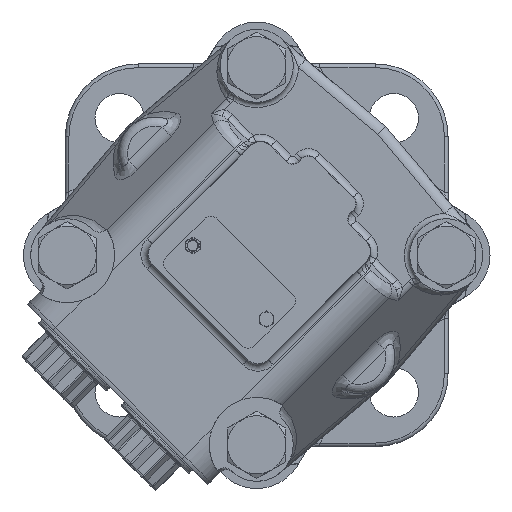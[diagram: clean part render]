
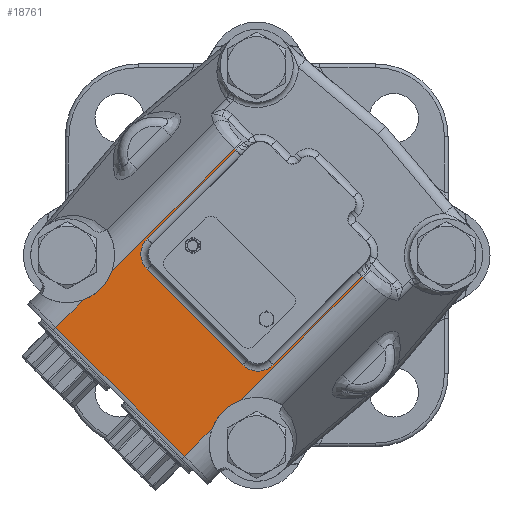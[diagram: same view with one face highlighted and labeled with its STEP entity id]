
A CAD part, left-side view. The second image highlights one B-rep face of the part: STEP entity #18761.
In plain terms, the highlighted planar face has unit normal (-1, 0, 0).
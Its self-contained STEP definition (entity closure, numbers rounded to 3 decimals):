
#2209=CARTESIAN_POINT('',(-189.841,12.226,-47.581));
#2960=CARTESIAN_POINT('',(-189.841,52.,0.));
#2961=DIRECTION('',(-1.,0.,0.));
#2962=DIRECTION('',(0.,-0.34,-0.94));
#2963=AXIS2_PLACEMENT_3D('',#2960,#2961,#2962);
#2965=DIRECTION('',(0.,0.707,0.707));
#2966=VECTOR('',#2965,0.528);
#2967=CARTESIAN_POINT('',(-189.841,5.788,28.821));
#2968=LINE('',#2967,#2966);
#2969=DIRECTION('',(0.,-0.707,0.707));
#2970=VECTOR('',#2969,34.286);
#2971=CARTESIAN_POINT('',(-189.841,30.032,4.576));
#2972=LINE('',#2971,#2970);
#2973=CARTESIAN_POINT('',(-189.841,25.809,0.354));
#2974=DIRECTION('',(1.,0.,0.));
#2975=DIRECTION('',(0.,0.707,-0.707));
#2976=AXIS2_PLACEMENT_3D('',#2973,#2974,#2975);
#2978=DIRECTION('',(0.,0.707,0.707));
#2979=VECTOR('',#2978,37.);
#2980=CARTESIAN_POINT('',(-189.841,3.869,-30.032));
#2981=LINE('',#2980,#2979);
#2982=CARTESIAN_POINT('',(-189.841,-0.354,-25.809));
#2983=DIRECTION('',(1.,0.,0.));
#2984=DIRECTION('',(0.,-0.707,-0.707));
#2985=AXIS2_PLACEMENT_3D('',#2982,#2983,#2984);
#2987=DIRECTION('',(0.,0.707,-0.707));
#2988=VECTOR('',#2987,34.286);
#2989=CARTESIAN_POINT('',(-189.841,-28.821,
-5.788));
#2990=LINE('',#2989,#2988);
#2991=DIRECTION('',(0.,0.707,0.707));
#2992=VECTOR('',#2991,0.528);
#2993=CARTESIAN_POINT('',(-189.841,-29.194,
-6.161));
#2994=LINE('',#2993,#2992);
#2995=DIRECTION('',(0.,-0.707,0.707));
#2996=VECTOR('',#2995,47.535);
#2997=CARTESIAN_POINT('',(-189.841,4.419,-39.774));
#2998=LINE('',#2997,#2996);
#2999=CARTESIAN_POINT('',(-189.841,0.,-52.));
#3000=DIRECTION('',(-1.,0.,0.));
#3001=DIRECTION('',(0.,0.34,0.94));
#3002=AXIS2_PLACEMENT_3D('',#2999,#3000,#3001);
#3004=DIRECTION('',(0.,-0.707,0.707));
#3005=VECTOR('',#3004,10.71);
#3006=CARTESIAN_POINT('',(-189.841,19.799,-55.154));
#3007=LINE('',#3006,#3005);
#3008=DIRECTION('',(0.,0.707,0.707));
#3009=VECTOR('',#3008,50.);
#3010=CARTESIAN_POINT('',(-189.841,19.799,-55.154));
#3011=LINE('',#3010,#3009);
#3016=CARTESIAN_POINT('',(-189.841,47.581,-12.226));
#3056=DIRECTION('',(0.,-0.707,0.707));
#3057=VECTOR('',#3056,10.71);
#3058=CARTESIAN_POINT('',(-189.841,55.154,-19.799));
#3059=LINE('',#3058,#3057);
#7109=CARTESIAN_POINT('',(-189.841,4.419,-39.774));
#7177=CARTESIAN_POINT('',(-189.841,-29.194,
-6.161));
#7519=CARTESIAN_POINT('',(-189.841,6.161,29.194));
#7550=DIRECTION('',(0.,-0.707,0.707));
#7551=VECTOR('',#7550,47.535);
#7552=CARTESIAN_POINT('',(-189.841,39.774,-4.419));
#7553=LINE('',#7552,#7551);
#14228=VERTEX_POINT('',#2209);
#14233=VERTEX_POINT('',#3016);
#14302=VERTEX_POINT('',#7109);
#14303=CARTESIAN_POINT('',(-189.841,39.774,-4.419));
#14304=VERTEX_POINT('',#14303);
#14305=CARTESIAN_POINT('',(-189.841,55.154,-19.799));
#14307=VERTEX_POINT('',#14305);
#14309=CARTESIAN_POINT('',(-189.841,19.799,-55.154));
#14310=VERTEX_POINT('',#14309);
#14465=VERTEX_POINT('',#7519);
#14470=VERTEX_POINT('',#7177);
#14481=CARTESIAN_POINT('',(-189.841,5.788,
28.821));
#14482=VERTEX_POINT('',#14481);
#14485=CARTESIAN_POINT('',(-189.841,-28.821,
-5.788));
#14486=VERTEX_POINT('',#14485);
#14574=CARTESIAN_POINT('',(-189.841,30.032,4.576));
#14575=VERTEX_POINT('',#14574);
#14576=CARTESIAN_POINT('',(-189.841,30.032,-3.869));
#14577=VERTEX_POINT('',#14576);
#14578=CARTESIAN_POINT('',(-189.841,3.869,-30.032));
#14579=VERTEX_POINT('',#14578);
#14580=CARTESIAN_POINT('',(-189.841,-4.576,-30.032));
#14581=VERTEX_POINT('',#14580);
#18729=CARTESIAN_POINT('',(-189.841,21.92,-57.276));
#18730=DIRECTION('',(-1.,0.,0.));
#18731=DIRECTION('',(0.,0.707,0.707));
#18732=AXIS2_PLACEMENT_3D('',#18729,#18730,#18731);
#18733=PLANE('',#18732);
#18735=ORIENTED_EDGE('',*,*,#18734,.T.);
#18737=ORIENTED_EDGE('',*,*,#18736,.T.);
#18739=ORIENTED_EDGE('',*,*,#18738,.F.);
#18741=ORIENTED_EDGE('',*,*,#18740,.F.);
#18743=ORIENTED_EDGE('',*,*,#18742,.F.);
#18745=ORIENTED_EDGE('',*,*,#18744,.F.);
#18747=ORIENTED_EDGE('',*,*,#18746,.F.);
#18749=ORIENTED_EDGE('',*,*,#18748,.F.);
#18751=ORIENTED_EDGE('',*,*,#18750,.F.);
#18753=ORIENTED_EDGE('',*,*,#18752,.F.);
#18754=ORIENTED_EDGE('',*,*,#17731,.T.);
#18755=ORIENTED_EDGE('',*,*,#17752,.F.);
#18756=ORIENTED_EDGE('',*,*,#16858,.T.);
#18758=ORIENTED_EDGE('',*,*,#18757,.T.);
#18759=EDGE_LOOP('',(#18735,#18737,#18739,#18741,#18743,#18745,#18747,#18749,
#18751,#18753,#18754,#18755,#18756,#18758));
#18760=FACE_OUTER_BOUND('',#18759,.F.);
#18761=ADVANCED_FACE('',(#18760),#18733,.T.);
#2964=CIRCLE('',#2963,13.);
#2977=CIRCLE('',#2976,5.972);
#2986=CIRCLE('',#2985,5.972);
#3003=CIRCLE('',#3002,13.);
#16858=EDGE_CURVE('',#14310,#14307,#3011,.T.);
#17731=EDGE_CURVE('',#14302,#14228,#3003,.T.);
#17752=EDGE_CURVE('',#14310,#14228,#3007,.T.);
#18734=EDGE_CURVE('',#14233,#14304,#2964,.T.);
#18736=EDGE_CURVE('',#14304,#14465,#7553,.T.);
#18738=EDGE_CURVE('',#14482,#14465,#2968,.T.);
#18740=EDGE_CURVE('',#14575,#14482,#2972,.T.);
#18742=EDGE_CURVE('',#14577,#14575,#2977,.T.);
#18744=EDGE_CURVE('',#14579,#14577,#2981,.T.);
#18746=EDGE_CURVE('',#14581,#14579,#2986,.T.);
#18748=EDGE_CURVE('',#14486,#14581,#2990,.T.);
#18750=EDGE_CURVE('',#14470,#14486,#2994,.T.);
#18752=EDGE_CURVE('',#14302,#14470,#2998,.T.);
#18757=EDGE_CURVE('',#14307,#14233,#3059,.T.);
